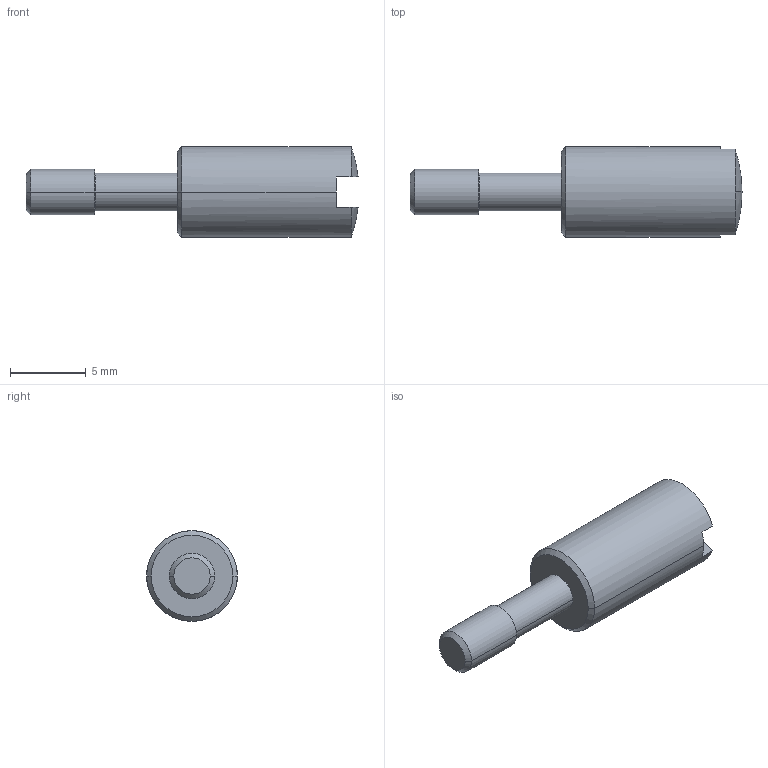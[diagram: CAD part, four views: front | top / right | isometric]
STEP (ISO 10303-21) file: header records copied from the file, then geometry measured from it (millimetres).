
FILE_DESCRIPTION((''),'2;1');
FILE_NAME('CR 20 CX D.stp','2007-01-02T17:37:26',('gembarski'),(''),'Autodesk Inventor 7','Autodesk Inventor 7','');
FILE_SCHEMA(('AUTOMOTIVE_DESIGN { 1 0 10303 214 1 1 1 1 }'));
Length unit declared in the file: millimetre
Products named in the file (1): CR 20 CX D
Bounding box: 21.94 x 6 x 6 mm (x, y, z)
Volume: 374.3 mm3; surface area: 368.6 mm2
Topology: 1 solids, 1 shells, 21 faces, 46 edges, 28 vertices
Faces by surface type: cone 6, cylinder 6, plane 5, sphere 4
Entity records: 607 total; most frequent: DIRECTION 118, CARTESIAN_POINT 96, ORIENTED_EDGE 92, AXIS2_PLACEMENT_3D 50, EDGE_CURVE 46, VERTEX_POINT 28, CIRCLE 28, EDGE_LOOP 22
